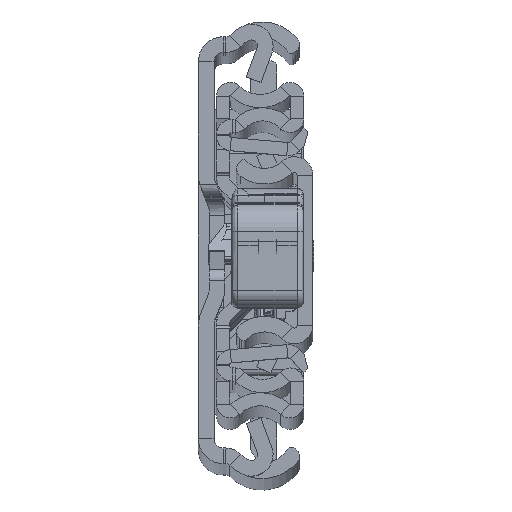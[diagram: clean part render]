
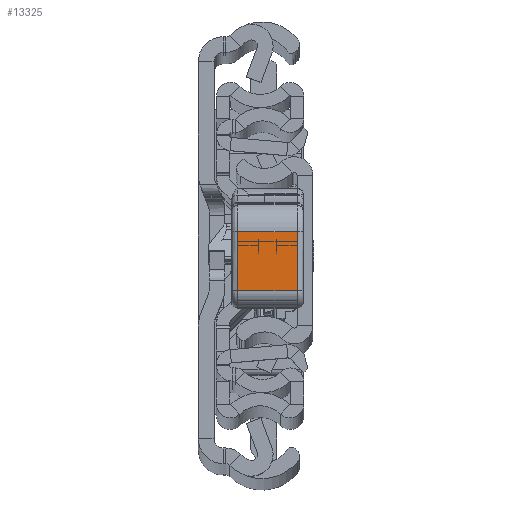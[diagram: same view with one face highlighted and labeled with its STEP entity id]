
A CAD part, top view. The second image highlights one B-rep face of the part: STEP entity #13325.
In plain terms, the highlighted face is planar.
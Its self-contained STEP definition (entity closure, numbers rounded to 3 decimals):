
#248 = CARTESIAN_POINT ( 'NONE',  ( 39.55, -12.274, 10. ) ) ;
#1575 = EDGE_LOOP ( 'NONE', ( #21441, #9428, #9066, #30834 ) ) ;
#1862 = CARTESIAN_POINT ( 'NONE',  ( 39.818, -2.465, 10. ) ) ;
#2344 = VECTOR ( 'NONE', #14773, 1000. ) ;
#3975 = VECTOR ( 'NONE', #9881, 1000. ) ;
#4326 = LINE ( 'NONE', #15287, #3975 ) ;
#5923 = DIRECTION ( 'NONE',  ( -0.027, -1., 0. ) ) ;
#7003 = CARTESIAN_POINT ( 'NONE',  ( 39.818, -2.465, 0. ) ) ;
#7163 = DIRECTION ( 'NONE',  ( -1., 0.027, 0. ) ) ;
#7895 = VERTEX_POINT ( 'NONE', #7003 ) ;
#8509 = VERTEX_POINT ( 'NONE', #24131 ) ;
#9066 = ORIENTED_EDGE ( 'NONE', *, *, #20771, .T. ) ;
#9428 = ORIENTED_EDGE ( 'NONE', *, *, #12658, .T. ) ;
#9881 = DIRECTION ( 'NONE',  ( 0., 0., -1. ) ) ;
#10346 = VERTEX_POINT ( 'NONE', #1862 ) ;
#10747 = PLANE ( 'NONE',  #12925 ) ;
#12658 = EDGE_CURVE ( 'NONE', #8509, #7895, #21997, .T. ) ;
#12727 = VERTEX_POINT ( 'NONE', #248 ) ;
#12925 = AXIS2_PLACEMENT_3D ( 'NONE', #21707, #7163, #26403 ) ;
#13325 = ADVANCED_FACE ( 'NONE', ( #35395 ), #10747, .F. ) ;
#13913 = CARTESIAN_POINT ( 'NONE',  ( 39.55, -12.274, 0. ) ) ;
#14773 = DIRECTION ( 'NONE',  ( 0., 0., 1. ) ) ;
#15287 = CARTESIAN_POINT ( 'NONE',  ( 39.55, -12.274, 11. ) ) ;
#18210 = EDGE_CURVE ( 'NONE', #10346, #12727, #32728, .T. ) ;
#20771 = EDGE_CURVE ( 'NONE', #7895, #10346, #25576, .T. ) ;
#21441 = ORIENTED_EDGE ( 'NONE', *, *, #28844, .T. ) ;
#21525 = VECTOR ( 'NONE', #24885, 1000. ) ;
#21707 = CARTESIAN_POINT ( 'NONE',  ( 39.55, -12.274, 11. ) ) ;
#21997 = LINE ( 'NONE', #13913, #21525 ) ;
#24131 = CARTESIAN_POINT ( 'NONE',  ( 39.55, -12.274, 0. ) ) ;
#24468 = CARTESIAN_POINT ( 'NONE',  ( 39.55, -12.274, 10. ) ) ;
#24634 = VECTOR ( 'NONE', #5923, 1000. ) ;
#24885 = DIRECTION ( 'NONE',  ( 0.027, 1., 0. ) ) ;
#25052 = CARTESIAN_POINT ( 'NONE',  ( 39.818, -2.465, 11. ) ) ;
#25576 = LINE ( 'NONE', #25052, #2344 ) ;
#26403 = DIRECTION ( 'NONE',  ( -0.027, -1., 0. ) ) ;
#28844 = EDGE_CURVE ( 'NONE', #12727, #8509, #4326, .T. ) ;
#30834 = ORIENTED_EDGE ( 'NONE', *, *, #18210, .T. ) ;
#32728 = LINE ( 'NONE', #24468, #24634 ) ;
#35395 = FACE_OUTER_BOUND ( 'NONE', #1575, .T. ) ;
